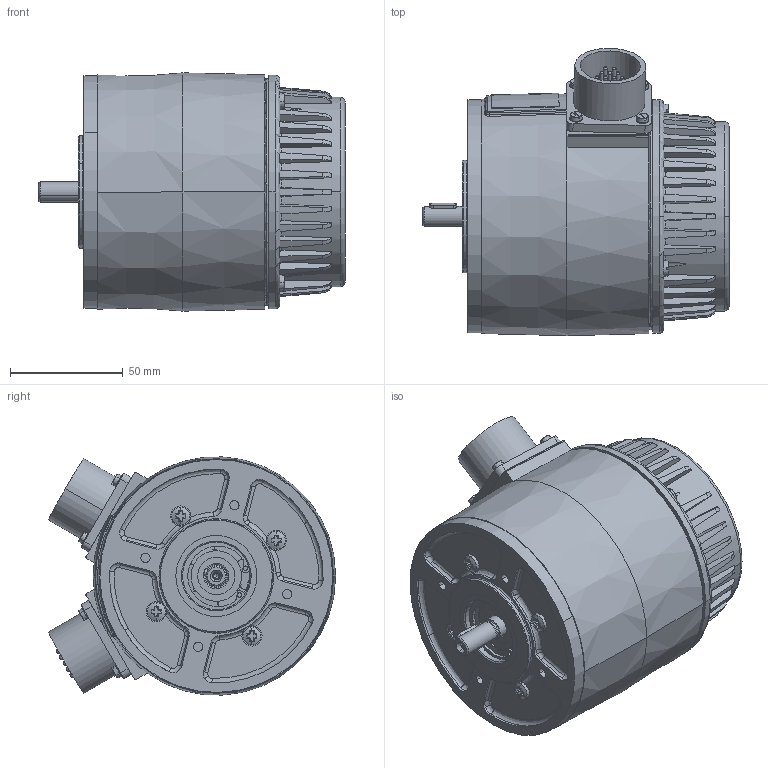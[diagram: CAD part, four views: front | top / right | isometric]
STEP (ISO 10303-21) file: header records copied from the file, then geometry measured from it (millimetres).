
FILE_DESCRIPTION((''),'2;1');
FILE_NAME('MA-03.stp','2014-02-17T12:41:14',('arodrigo'),(''),'Autodesk Inventor 9','Autodesk Inventor 9','');
FILE_SCHEMA(('AUTOMOTIVE_DESIGN { 1 0 10303 214 1 1 1 1 }'));
Length unit declared in the file: millimetre
Products named in the file (1): Pieza1
Bounding box: 136 x 127.62 x 105.84 mm (x, y, z)
Volume: 947644.8 mm3; surface area: 81276.9 mm2
Topology: 16 solids, 16 shells, 999 faces, 2618 edges, 1656 vertices
Faces by surface type: cylinder 299, bspline 280, plane 265, sphere 61, cone 56, torus 38
Entity records: 40173 total; most frequent: CARTESIAN_POINT 16997, ORIENTED_EDGE 5124, DIRECTION 4554, EDGE_CURVE 2562, AXIS2_PLACEMENT_3D 1909, VERTEX_POINT 1635, CIRCLE 1115, EDGE_LOOP 1093
